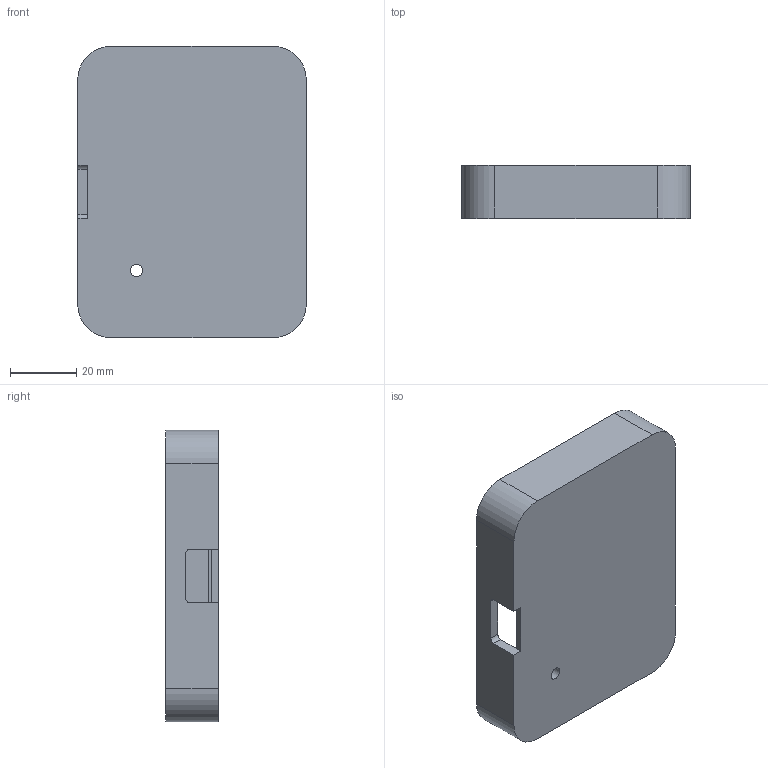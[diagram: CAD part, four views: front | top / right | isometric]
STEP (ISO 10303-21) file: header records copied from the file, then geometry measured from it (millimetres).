
FILE_DESCRIPTION(/* description */ (''),/* implementation_level */ '2;1');
FILE_NAME(/* name */ 'macropad-frame-v2.stp',/* time_stamp */ '2019-02-27T22:02:44-06:00',/* author */ ('onemo'),/* organization */ (''),/* preprocessor_version */ 'ST-DEVELOPER v17',/* originating_system */ 'Autodesk Inventor 2019',/* authorisation */ '');
FILE_SCHEMA (('AUTOMOTIVE_DESIGN { 1 0 10303 214 3 1 1 }'));
Length unit declared in the file: millimetre
Products named in the file (1): macropad-frame-v2
Bounding box: 69.15 x 16 x 88.2 mm (x, y, z)
Volume: 35907.4 mm3; surface area: 20405.3 mm2
Topology: 1 solids, 1 shells, 54 faces, 154 edges, 105 vertices
Faces by surface type: cylinder 29, plane 25
Full cylindrical faces by diameter (mm): 3 x4, 3.75 x1
Entity records: 1850 total; most frequent: DIRECTION 333, CARTESIAN_POINT 314, ORIENTED_EDGE 308, EDGE_CURVE 154, AXIS2_PLACEMENT_3D 124, VERTEX_POINT 105, LINE 85, VECTOR 85
